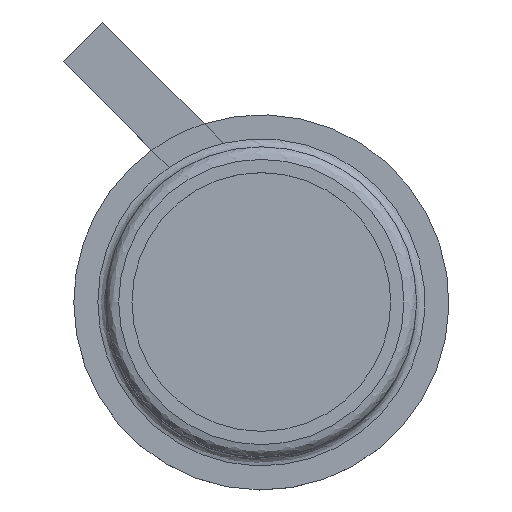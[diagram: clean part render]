
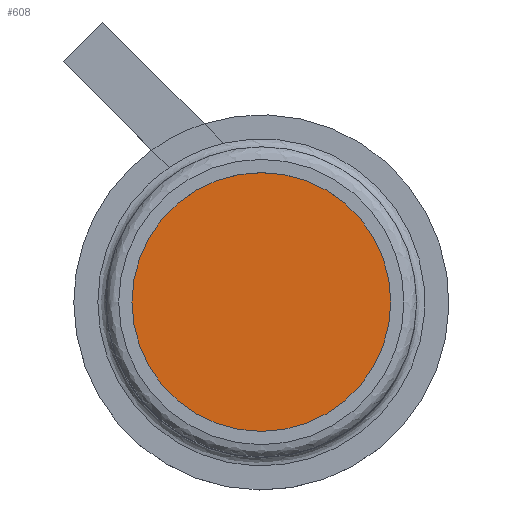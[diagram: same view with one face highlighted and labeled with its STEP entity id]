
A CAD part, top view. The second image highlights one B-rep face of the part: STEP entity #608.
In plain terms, the highlighted planar face has unit normal (0, 0, 1).
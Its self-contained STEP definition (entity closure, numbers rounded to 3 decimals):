
#588 = VERTEX_POINT('',#589);
#589 = CARTESIAN_POINT('',(-0.73,0.,8.7));
#597 = EDGE_CURVE('',#588,#588,#598,.T.);
#598 = CIRCLE('',#599,2.);
#599 = AXIS2_PLACEMENT_3D('',#600,#601,#602);
#600 = CARTESIAN_POINT('',(1.27,0.,8.7));
#601 = DIRECTION('',(0.,0.,1.));
#602 = DIRECTION('',(-1.,0.,0.));
#608 = ADVANCED_FACE('',(#609),#612,.T.);
#609 = FACE_BOUND('',#610,.F.);
#610 = EDGE_LOOP('',(#611));
#611 = ORIENTED_EDGE('',*,*,#597,.F.);
#612 = PLANE('',#613);
#613 = AXIS2_PLACEMENT_3D('',#614,#615,#616);
#614 = CARTESIAN_POINT('',(1.27,0.,8.7));
#615 = DIRECTION('',(0.,0.,1.));
#616 = DIRECTION('',(-1.,0.,0.));
